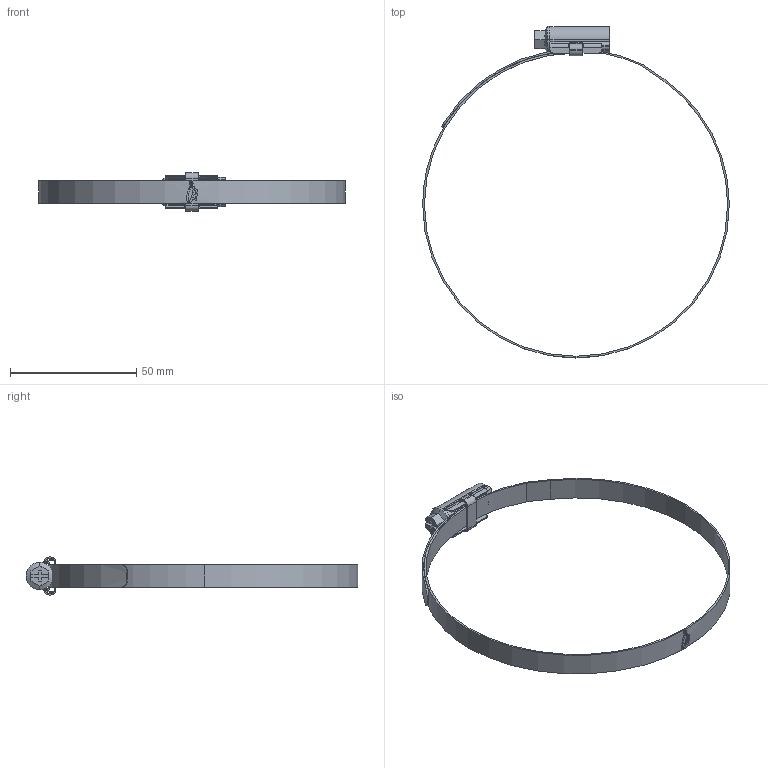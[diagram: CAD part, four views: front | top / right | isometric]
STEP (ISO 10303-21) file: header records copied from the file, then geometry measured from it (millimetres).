
FILE_DESCRIPTION (( 'STEP AP214' ), '1' );
FILE_NAME ('WD-9-DIN-100-W4.step', '2025-06-05T17:13:02', ( '' ), ( '' ), 'SwSTEP 2.0', 'SolidWorks 2025', '' );
FILE_SCHEMA (( 'AUTOMOTIVE_DESIGN' ));
Length unit declared in the file: millimetre
Products named in the file (1): WD-9-DIN-100-W4
Bounding box: 121.4 x 131.4 x 15.1 mm (x, y, z)
Volume: 5013.9 mm3; surface area: 11285.9 mm2
Topology: 4 solids, 4 shells, 245 faces, 685 edges, 454 vertices
Faces by surface type: cylinder 118, plane 74, bspline 49, cone 4
Entity records: 9351 total; most frequent: CARTESIAN_POINT 3418, ORIENTED_EDGE 1370, DIRECTION 999, EDGE_CURVE 685, VERTEX_POINT 454, LINE 341, VECTOR 341, AXIS2_PLACEMENT_3D 329
